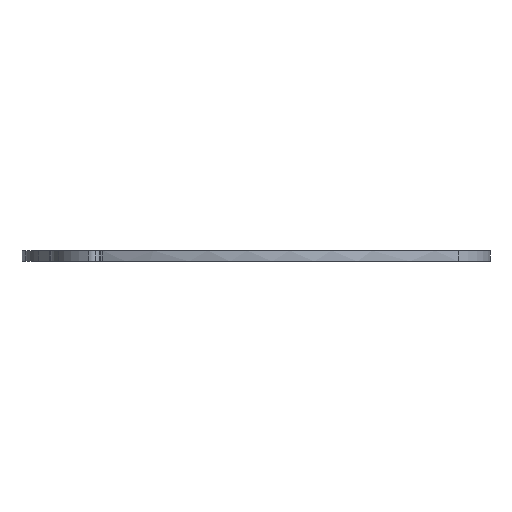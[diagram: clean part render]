
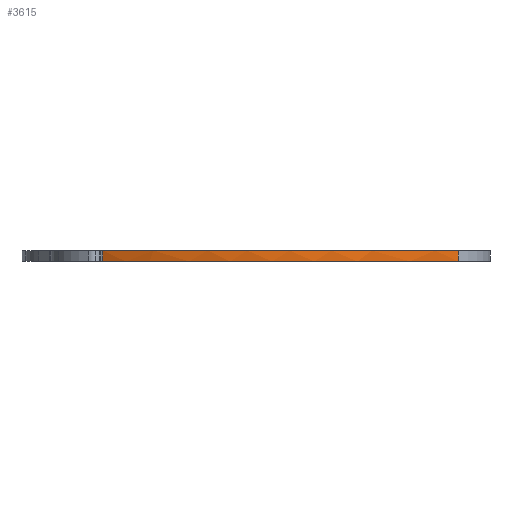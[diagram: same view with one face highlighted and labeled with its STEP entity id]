
A CAD part, left-side view. The second image highlights one B-rep face of the part: STEP entity #3615.
In plain terms, the highlighted free-form (B-spline) face has degree [3, 1] with [10, 2] control points.
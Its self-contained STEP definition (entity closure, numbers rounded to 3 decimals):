
#28=B_SPLINE_SURFACE_WITH_KNOTS('',3,1,((#6346,#6347),(#6348,#6349),(#6350,
#6351),(#6352,#6353),(#6354,#6355),(#6356,#6357),(#6358,#6359),(#6360,#6361),
(#6362,#6363),(#6364,#6365)),.UNSPECIFIED.,.F.,.F.,.F.,(4,3,3,4),(2,2),
(0.,4.857,9.494,13.905),(0.,0.4),
 .UNSPECIFIED.);
#261=B_SPLINE_CURVE_WITH_KNOTS('',3,(#5229,#5230,#5231,#5232,#5233,#5234,
#5235,#5236,#5237,#5238),.UNSPECIFIED.,.F.,.F.,(4,3,3,4),(-13.905,
-9.494,-4.857,0.),.UNSPECIFIED.);
#273=B_SPLINE_CURVE_WITH_KNOTS('',3,(#6367,#6368,#6369,#6370,#6371,#6372,
#6373,#6374,#6375,#6376),.UNSPECIFIED.,.F.,.F.,(4,3,3,4),(0.,4.857,
9.494,13.905),.UNSPECIFIED.);
#487=FACE_OUTER_BOUND('',#719,.T.);
#719=EDGE_LOOP('',(#3244,#3245,#3246,#3247));
#1029=LINE('',#6345,#1285);
#1030=LINE('',#6377,#1286);
#1285=VECTOR('',#5116,10.);
#1286=VECTOR('',#5117,10.);
#1566=VERTEX_POINT('',#5226);
#1567=VERTEX_POINT('',#5228);
#1872=VERTEX_POINT('',#6343);
#1873=VERTEX_POINT('',#6366);
#1910=EDGE_CURVE('',#1566,#1567,#261,.T.);
#2385=EDGE_CURVE('',#1566,#1872,#1029,.T.);
#2386=EDGE_CURVE('',#1873,#1872,#273,.T.);
#2387=EDGE_CURVE('',#1567,#1873,#1030,.T.);
#3244=ORIENTED_EDGE('',*,*,#1910,.F.);
#3245=ORIENTED_EDGE('',*,*,#2385,.T.);
#3246=ORIENTED_EDGE('',*,*,#2386,.F.);
#3247=ORIENTED_EDGE('',*,*,#2387,.F.);
#3615=ADVANCED_FACE('',(#487),#28,.T.);
#5116=DIRECTION('',(0.,0.,-1.));
#5117=DIRECTION('',(0.,0.,-1.));
#5226=CARTESIAN_POINT('',(-121.154,60.292,4.));
#5228=CARTESIAN_POINT('',(-115.007,-69.88,4.));
#5229=CARTESIAN_POINT('Ctrl Pts',(-121.154,60.292,4.));
#5230=CARTESIAN_POINT('Ctrl Pts',(-128.416,47.745,4.));
#5231=CARTESIAN_POINT('Ctrl Pts',(-133.47,33.934,4.));
#5232=CARTESIAN_POINT('Ctrl Pts',(-135.87,19.563,4.));
#5233=CARTESIAN_POINT('Ctrl Pts',(-138.394,4.455,4.));
#5234=CARTESIAN_POINT('Ctrl Pts',(-137.975,-11.087,4.));
#5235=CARTESIAN_POINT('Ctrl Pts',(-134.591,-26.085,4.));
#5236=CARTESIAN_POINT('Ctrl Pts',(-131.046,-41.796,4.));
#5237=CARTESIAN_POINT('Ctrl Pts',(-124.314,-56.71,4.));
#5238=CARTESIAN_POINT('Ctrl Pts',(-115.007,-69.88,4.));
#6343=CARTESIAN_POINT('',(-121.154,60.292,0.));
#6345=CARTESIAN_POINT('',(-121.154,60.292,4.));
#6346=CARTESIAN_POINT('Ctrl Pts',(-115.007,-69.88,4.));
#6347=CARTESIAN_POINT('Ctrl Pts',(-115.007,-69.88,0.));
#6348=CARTESIAN_POINT('Ctrl Pts',(-124.314,-56.71,4.));
#6349=CARTESIAN_POINT('Ctrl Pts',(-124.314,-56.71,0.));
#6350=CARTESIAN_POINT('Ctrl Pts',(-131.046,-41.796,4.));
#6351=CARTESIAN_POINT('Ctrl Pts',(-131.046,-41.796,0.));
#6352=CARTESIAN_POINT('Ctrl Pts',(-134.591,-26.085,4.));
#6353=CARTESIAN_POINT('Ctrl Pts',(-134.591,-26.085,0.));
#6354=CARTESIAN_POINT('Ctrl Pts',(-137.975,-11.087,4.));
#6355=CARTESIAN_POINT('Ctrl Pts',(-137.975,-11.087,0.));
#6356=CARTESIAN_POINT('Ctrl Pts',(-138.394,4.455,4.));
#6357=CARTESIAN_POINT('Ctrl Pts',(-138.394,4.455,0.));
#6358=CARTESIAN_POINT('Ctrl Pts',(-135.87,19.563,4.));
#6359=CARTESIAN_POINT('Ctrl Pts',(-135.87,19.563,0.));
#6360=CARTESIAN_POINT('Ctrl Pts',(-133.47,33.934,4.));
#6361=CARTESIAN_POINT('Ctrl Pts',(-133.47,33.934,0.));
#6362=CARTESIAN_POINT('Ctrl Pts',(-128.416,47.745,4.));
#6363=CARTESIAN_POINT('Ctrl Pts',(-128.416,47.745,0.));
#6364=CARTESIAN_POINT('Ctrl Pts',(-121.154,60.292,4.));
#6365=CARTESIAN_POINT('Ctrl Pts',(-121.154,60.292,0.));
#6366=CARTESIAN_POINT('',(-115.007,-69.88,0.));
#6367=CARTESIAN_POINT('Ctrl Pts',(-115.007,-69.88,0.));
#6368=CARTESIAN_POINT('Ctrl Pts',(-124.314,-56.71,0.));
#6369=CARTESIAN_POINT('Ctrl Pts',(-131.046,-41.796,0.));
#6370=CARTESIAN_POINT('Ctrl Pts',(-134.591,-26.085,0.));
#6371=CARTESIAN_POINT('Ctrl Pts',(-137.975,-11.087,0.));
#6372=CARTESIAN_POINT('Ctrl Pts',(-138.394,4.455,0.));
#6373=CARTESIAN_POINT('Ctrl Pts',(-135.87,19.563,0.));
#6374=CARTESIAN_POINT('Ctrl Pts',(-133.47,33.934,0.));
#6375=CARTESIAN_POINT('Ctrl Pts',(-128.416,47.745,0.));
#6376=CARTESIAN_POINT('Ctrl Pts',(-121.154,60.292,0.));
#6377=CARTESIAN_POINT('',(-115.007,-69.88,4.));
